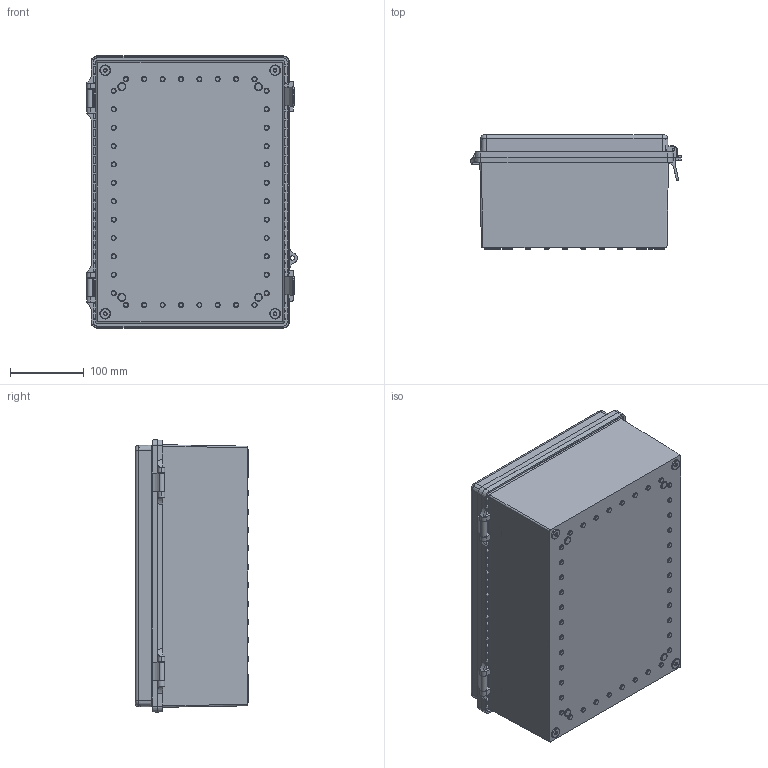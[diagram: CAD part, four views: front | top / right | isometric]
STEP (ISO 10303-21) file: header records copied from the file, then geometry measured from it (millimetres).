
FILE_DESCRIPTION (( 'STEP AP214' ), '1' );
FILE_NAME ('NBE141006-KIT_3D.step', '2025-10-23T15:24:12', ( '' ), ( '' ), 'SwSTEP 2.0', 'SolidWorks 2025', '' );
FILE_SCHEMA (( 'AUTOMOTIVE_DESIGN' ));
Length unit declared in the file: inch
Products named in the file (7): NBE141006-KIT_3D; XFW-0002; 10-32 NEMA PLATE SCREW; 1BE04-017; NBE141006_lid latch; NBE141006_lid; NBE141006_box
Assembly tree (13 placements, depth 2):
  NBE141006-KIT_3D
    NBE141006_box
    NBE141006_lid
    NBE141006_lid latch  x2
    1BE04-017
    10-32 NEMA PLATE SCREW  x4
    XFW-0002  x4
Bounding box: 286.62 x 154.85 x 370.1 mm (x, y, z)
Volume: 1508347 mm3; surface area: 962130.1 mm2
Topology: 16 solids, 16 shells, 2163 faces, 4980 edges, 2989 vertices
Faces by surface type: cone 810, plane 784, cylinder 315, torus 250, bspline 4
Entity records: 53534 total; most frequent: CARTESIAN_POINT 9975, DIRECTION 9802, ORIENTED_EDGE 8530, EDGE_CURVE 4265, AXIS2_PLACEMENT_3D 3785, VERTEX_POINT 2547, LINE 2232, VECTOR 2232
